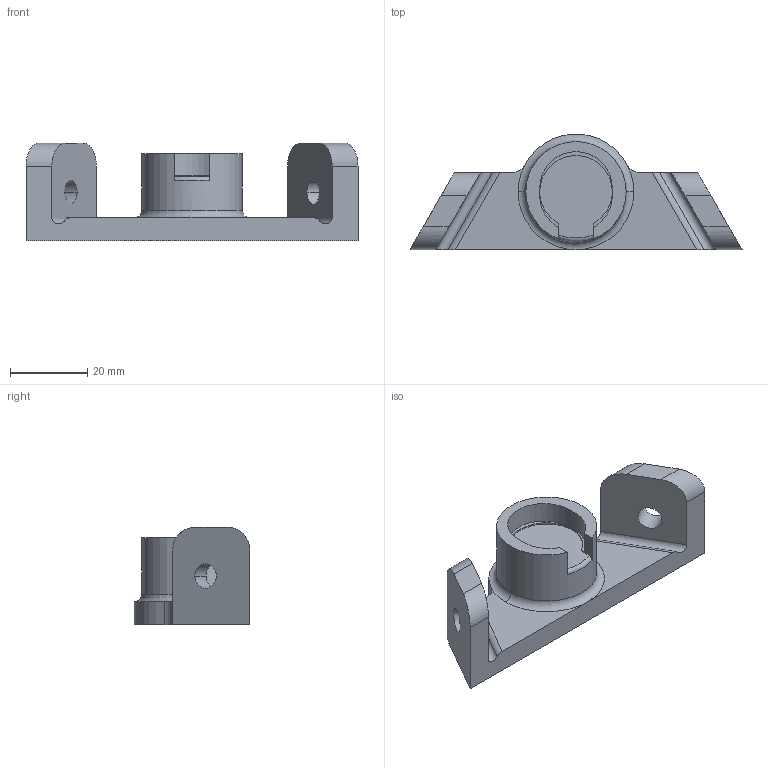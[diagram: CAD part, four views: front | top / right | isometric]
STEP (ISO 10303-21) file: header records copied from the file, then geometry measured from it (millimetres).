
FILE_DESCRIPTION (( 'STEP AP203' ), '1' );
FILE_NAME ('FSR BRACKET-X.STEP', '2016-03-23T13:40:23', ( '' ), ( '' ), 'SwSTEP 2.0', 'SolidWorks 2015', '' );
FILE_SCHEMA (( 'CONFIG_CONTROL_DESIGN' ));
Length unit declared in the file: millimetre
Products named in the file (1): FSR BRACKET-X
Bounding box: 86.06 x 29.95 x 25.4 mm (x, y, z)
Volume: 21492.7 mm3; surface area: 8520.6 mm2
Topology: 1 solids, 1 shells, 47 faces, 126 edges, 81 vertices
Faces by surface type: cylinder 23, plane 21, torus 3
Entity records: 1566 total; most frequent: CARTESIAN_POINT 321, ORIENTED_EDGE 252, DIRECTION 243, EDGE_CURVE 126, AXIS2_PLACEMENT_3D 87, VERTEX_POINT 81, VECTOR 69, LINE 69
